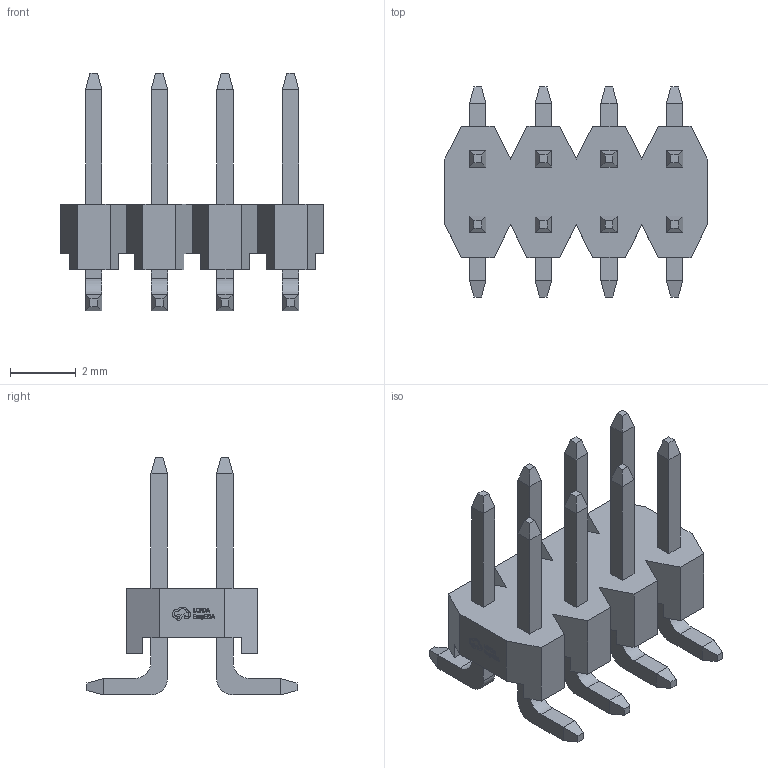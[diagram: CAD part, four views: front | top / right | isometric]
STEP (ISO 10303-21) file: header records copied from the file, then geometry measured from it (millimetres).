
FILE_DESCRIPTION(('FreeCAD Model'),'2;1');
FILE_NAME('Open CASCADE Shape Model','2023-11-03T11:24:29',('Author'),( ''),'Open CASCADE STEP processor 7.6','FreeCAD','Unknown');
FILE_SCHEMA(('AUTOMOTIVE_DESIGN { 1 0 10303 214 1 1 1 1 }'));
Length unit declared in the file: millimetre
Products named in the file (2): HDR-SMD_8P-P2.00-V-M-R2-C4-S2.0; SOLID
Assembly tree (1 placements, depth 2):
  HDR-SMD_8P-P2.00-V-M-R2-C4-S2.0
    SOLID
Bounding box: 8.01 x 6.4 x 7.25 mm (x, y, z)
Volume: 59 mm3; surface area: 230.8 mm2
Topology: 1 solids, 1 shells, 504 faces, 1316 edges, 856 vertices
Faces by surface type: plane 374, bspline 114, cylinder 16
Entity records: 19802 total; most frequent: CARTESIAN_POINT 5040, ORIENTED_EDGE 2632, DIRECTION 1900, EDGE_CURVE 1316, LINE 1052, VECTOR 1052, VERTEX_POINT 856, FACE_BOUND 546
